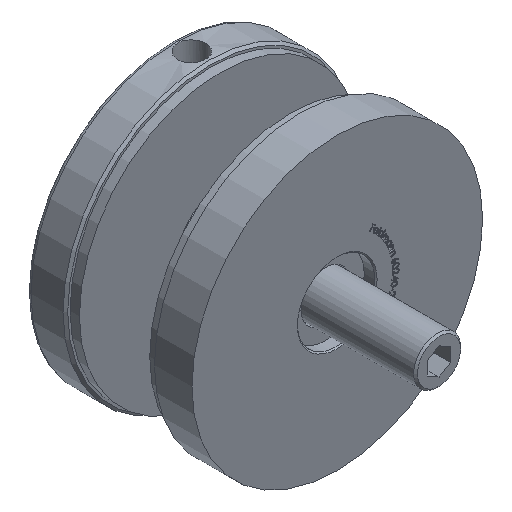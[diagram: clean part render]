
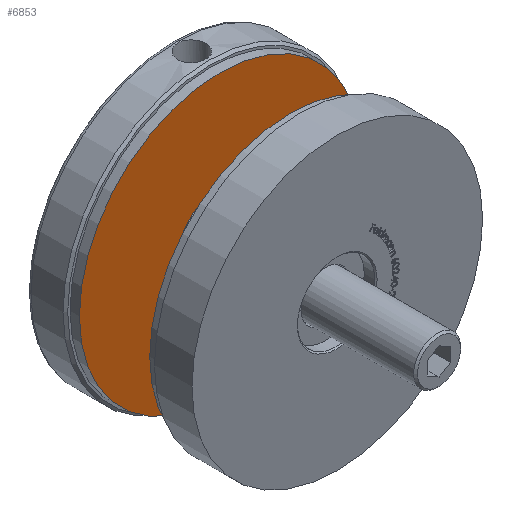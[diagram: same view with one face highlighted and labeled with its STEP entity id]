
A CAD part, isometric view. The second image highlights one B-rep face of the part: STEP entity #6853.
In plain terms, the highlighted face is planar.
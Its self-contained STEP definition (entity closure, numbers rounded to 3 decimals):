
#421 = ORIENTED_EDGE ( 'NONE', *, *, #9083, .T. ) ;
#2170 = CARTESIAN_POINT ( 'NONE',  ( 0., 2., 0. ) ) ;
#2202 = PLANE ( 'NONE',  #15945 ) ;
#2230 = EDGE_LOOP ( 'NONE', ( #421 ) ) ;
#2858 = DIRECTION ( 'NONE',  ( 0., 0., 1. ) ) ;
#4369 = DIRECTION ( 'NONE',  ( 0., -1., 0. ) ) ;
#4513 = VERTEX_POINT ( 'NONE', #14888 ) ;
#6853 = ADVANCED_FACE ( 'NONE', ( #7594, #10909 ), #2202, .T. ) ;
#7594 = FACE_BOUND ( 'NONE', #2230, .T. ) ;
#7827 = EDGE_LOOP ( 'NONE', ( #13862 ) ) ;
#7884 = DIRECTION ( 'NONE',  ( 0., 0., 1. ) ) ;
#9083 = EDGE_CURVE ( 'NONE', #4513, #4513, #16280, .T. ) ;
#9101 = DIRECTION ( 'NONE',  ( 0., 1., 0. ) ) ;
#10909 = FACE_OUTER_BOUND ( 'NONE', #7827, .T. ) ;
#12258 = VERTEX_POINT ( 'NONE', #15314 ) ;
#12364 = EDGE_CURVE ( 'NONE', #12258, #12258, #17616, .T. ) ;
#13207 = DIRECTION ( 'NONE',  ( 0., 0., 1. ) ) ;
#13543 = DIRECTION ( 'NONE',  ( 0., 1., 0. ) ) ;
#13862 = ORIENTED_EDGE ( 'NONE', *, *, #12364, .T. ) ;
#14816 = AXIS2_PLACEMENT_3D ( 'NONE', #2170, #9101, #13207 ) ;
#14888 = CARTESIAN_POINT ( 'NONE',  ( 0., 2., 9. ) ) ;
#15314 = CARTESIAN_POINT ( 'NONE',  ( 0., 2., 30. ) ) ;
#15585 = AXIS2_PLACEMENT_3D ( 'NONE', #18323, #4369, #2858 ) ;
#15945 = AXIS2_PLACEMENT_3D ( 'NONE', #17778, #13543, #7884 ) ;
#16280 = CIRCLE ( 'NONE', #15585, 9. ) ;
#17616 = CIRCLE ( 'NONE', #14816, 30. ) ;
#17778 = CARTESIAN_POINT ( 'NONE',  ( 0., 2., 0. ) ) ;
#18323 = CARTESIAN_POINT ( 'NONE',  ( 0., 2., 0. ) ) ;
